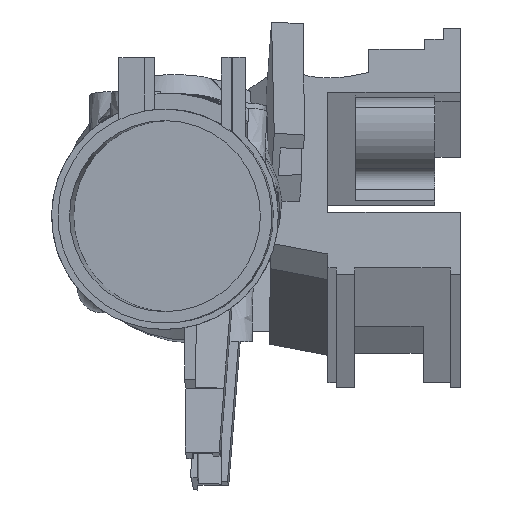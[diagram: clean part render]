
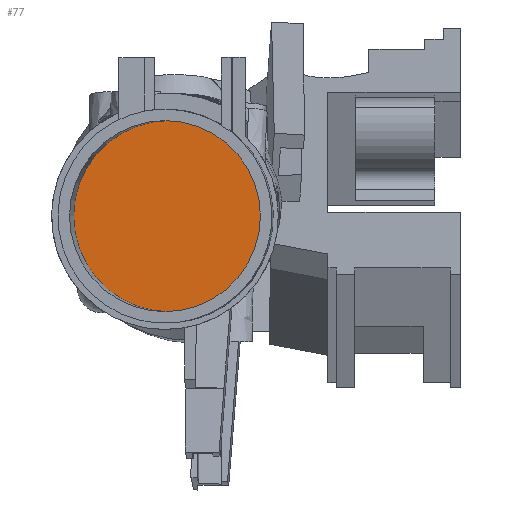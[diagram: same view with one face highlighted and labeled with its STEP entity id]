
A CAD part, left-side view. The second image highlights one B-rep face of the part: STEP entity #77.
In plain terms, the highlighted free-form (B-spline) face has degree [1, 1] with [2, 2] control points.
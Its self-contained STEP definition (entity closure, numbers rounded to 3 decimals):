
#77=ADVANCED_FACE('',(#317),#318,.T.);
#317=FACE_OUTER_BOUND('',#1706,.T.);
#318=B_SPLINE_SURFACE_WITH_KNOTS('',1,1,((#1707,#1708),(#1709,#1710)),.UNSPECIFIED.,.F.,.F.,.F.,(2,2),(2,2),(0.0,1.0),(0.0,1.0),.UNSPECIFIED.);
#1706=EDGE_LOOP('',(#3256));
#1707=CARTESIAN_POINT('',(-37.302,30.559,-16.189));
#1708=CARTESIAN_POINT('',(-35.867,60.885,-16.189));
#1709=CARTESIAN_POINT('',(-37.302,30.559,14.171));
#1710=CARTESIAN_POINT('',(-35.867,60.885,14.171));
#3256=ORIENTED_EDGE('',*,*,#4322,.T.);
#4322=EDGE_CURVE('',#4985,#4985,#4986,.T.);
#4985=VERTEX_POINT('',#6808);
#4986=CIRCLE('',#6809,15.0);
#6808=CARTESIAN_POINT('',(-36.584,45.722,13.991));
#6809=AXIS2_PLACEMENT_3D('',#8560,#8561,#8562);
#8560=CARTESIAN_POINT('',(-36.584,45.722,-1.009));
#8561=DIRECTION('',(-0.999,0.047,0.0));
#8562=DIRECTION('',(0.0,0.0,1.0));
